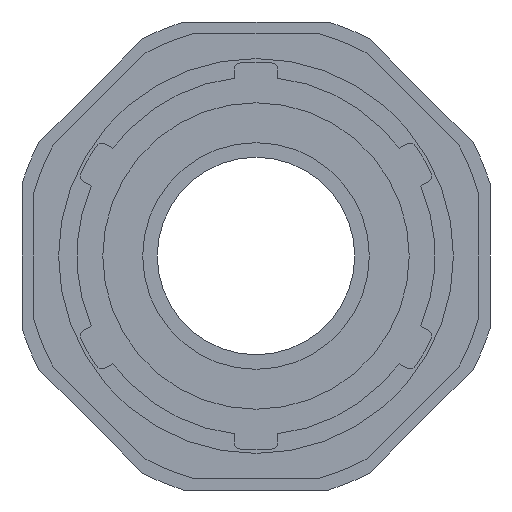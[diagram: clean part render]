
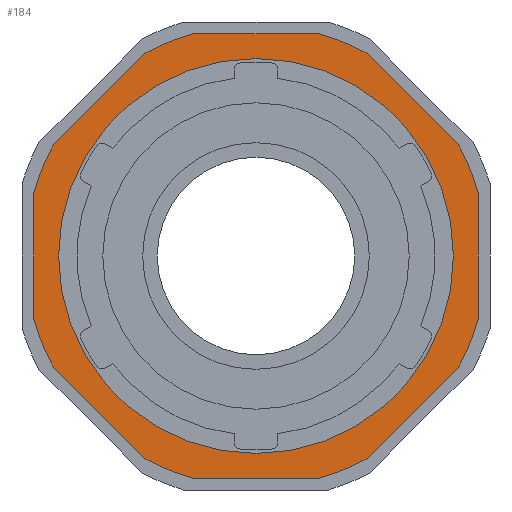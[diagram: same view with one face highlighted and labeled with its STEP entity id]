
A CAD part, left-side view. The second image highlights one B-rep face of the part: STEP entity #184.
In plain terms, the highlighted planar face has unit normal (-1, 0, 0).
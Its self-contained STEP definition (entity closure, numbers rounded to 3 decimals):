
#184=ADVANCED_FACE('',(#1275,#1277),#1279,.T.);
#1275=FACE_BOUND('',#1276,.T.);
#1276=EDGE_LOOP('',(#3272,#3273,#3274,#3275,#3276,#3277,#3278,#3279,#3280,#3281,
#3282,#3283,#3284,#3285,#3286,#3287));
#1277=FACE_BOUND('',#1278,.T.);
#1278=EDGE_LOOP('',(#3288));
#1279=PLANE('',#1280);
#1280=AXIS2_PLACEMENT_3D('',#1281,#1282,#1283);
#1281=CARTESIAN_POINT('',(-0.77,0.,-0.108));
#1282=DIRECTION('',(-1.,0.,0.));
#1283=DIRECTION('',(0.,0.,1.));
#3272=ORIENTED_EDGE('',*,*,#3864,.T.);
#3273=ORIENTED_EDGE('',*,*,#3845,.T.);
#3274=ORIENTED_EDGE('',*,*,#3865,.T.);
#3275=ORIENTED_EDGE('',*,*,#3862,.T.);
#3276=ORIENTED_EDGE('',*,*,#3866,.T.);
#3277=ORIENTED_EDGE('',*,*,#3859,.T.);
#3278=ORIENTED_EDGE('',*,*,#3867,.T.);
#3279=ORIENTED_EDGE('',*,*,#3856,.T.);
#3280=ORIENTED_EDGE('',*,*,#3868,.T.);
#3281=ORIENTED_EDGE('',*,*,#3853,.T.);
#3282=ORIENTED_EDGE('',*,*,#3869,.T.);
#3283=ORIENTED_EDGE('',*,*,#3850,.T.);
#3284=ORIENTED_EDGE('',*,*,#3870,.T.);
#3285=ORIENTED_EDGE('',*,*,#3847,.T.);
#3286=ORIENTED_EDGE('',*,*,#3871,.T.);
#3287=ORIENTED_EDGE('',*,*,#3841,.T.);
#3288=ORIENTED_EDGE('',*,*,#3872,.F.);
#3841=EDGE_CURVE('',#4159,#4157,#4160,.T.);
#3845=EDGE_CURVE('',#4162,#4164,#4166,.T.);
#3847=EDGE_CURVE('',#4169,#4167,#4170,.T.);
#3850=EDGE_CURVE('',#4174,#4172,#4175,.T.);
#3853=EDGE_CURVE('',#4179,#4177,#4180,.T.);
#3856=EDGE_CURVE('',#4184,#4182,#4185,.T.);
#3859=EDGE_CURVE('',#4189,#4187,#4190,.T.);
#3862=EDGE_CURVE('',#4194,#4192,#4195,.T.);
#3864=EDGE_CURVE('',#4157,#4162,#4197,.T.);
#3865=EDGE_CURVE('',#4164,#4194,#4198,.T.);
#3866=EDGE_CURVE('',#4192,#4189,#4199,.T.);
#3867=EDGE_CURVE('',#4187,#4184,#4200,.T.);
#3868=EDGE_CURVE('',#4182,#4179,#4201,.T.);
#3869=EDGE_CURVE('',#4177,#4174,#4202,.T.);
#3870=EDGE_CURVE('',#4172,#4169,#4203,.T.);
#3871=EDGE_CURVE('',#4167,#4159,#4204,.T.);
#3872=EDGE_CURVE('',#4205,#4205,#4206,.T.);
#4157=VERTEX_POINT('',#4711);
#4159=VERTEX_POINT('',#4715);
#4160=CIRCLE('',#4716,15.8);
#4162=VERTEX_POINT('',#4723);
#4164=VERTEX_POINT('',#4727);
#4166=CIRCLE('',#4731,15.8);
#4167=VERTEX_POINT('',#4735);
#4169=VERTEX_POINT('',#4739);
#4170=CIRCLE('',#4740,15.8);
#4172=VERTEX_POINT('',#4747);
#4174=VERTEX_POINT('',#4751);
#4175=CIRCLE('',#4752,15.8);
#4177=VERTEX_POINT('',#4759);
#4179=VERTEX_POINT('',#4763);
#4180=CIRCLE('',#4764,15.8);
#4182=VERTEX_POINT('',#4771);
#4184=VERTEX_POINT('',#4775);
#4185=CIRCLE('',#4776,15.8);
#4187=VERTEX_POINT('',#4783);
#4189=VERTEX_POINT('',#4787);
#4190=CIRCLE('',#4788,15.8);
#4192=VERTEX_POINT('',#4795);
#4194=VERTEX_POINT('',#4799);
#4195=CIRCLE('',#4800,15.8);
#4197=LINE('',#4807,#4808);
#4198=LINE('',#4810,#4811);
#4199=LINE('',#4813,#4814);
#4200=LINE('',#4816,#4817);
#4201=LINE('',#4819,#4820);
#4202=LINE('',#4822,#4823);
#4203=LINE('',#4825,#4826);
#4204=LINE('',#4828,#4829);
#4205=VERTEX_POINT('',#4831);
#4206=CIRCLE('',#4832,10.478);
#4711=CARTESIAN_POINT('',(-0.77,-4.313,15.092));
#4715=CARTESIAN_POINT('',(-0.77,-7.595,13.746));
#4716=AXIS2_PLACEMENT_3D('',#4717,#4718,#4719);
#4717=CARTESIAN_POINT('',(-0.77,0.,-0.108));
#4718=DIRECTION('',(-1.,0.,0.));
#4719=DIRECTION('',(0.,-0.481,0.877));
#4723=CARTESIAN_POINT('',(-0.77,4.313,15.092));
#4727=CARTESIAN_POINT('',(-0.77,7.595,13.746));
#4731=AXIS2_PLACEMENT_3D('',#4732,#4733,#4734);
#4732=CARTESIAN_POINT('',(-0.77,0.,-0.108));
#4733=DIRECTION('',(-1.,0.,0.));
#4734=DIRECTION('',(0.,0.273,0.962));
#4735=CARTESIAN_POINT('',(-0.77,-13.855,7.487));
#4739=CARTESIAN_POINT('',(-0.77,-15.2,4.204));
#4740=AXIS2_PLACEMENT_3D('',#4741,#4742,#4743);
#4741=CARTESIAN_POINT('',(-0.77,0.,-0.108));
#4742=DIRECTION('',(-1.,0.,0.));
#4743=DIRECTION('',(0.,-0.962,0.273));
#4747=CARTESIAN_POINT('',(-0.77,-15.2,-4.421));
#4751=CARTESIAN_POINT('',(-0.77,-13.855,-7.704));
#4752=AXIS2_PLACEMENT_3D('',#4753,#4754,#4755);
#4753=CARTESIAN_POINT('',(-0.77,0.,-0.108));
#4754=DIRECTION('',(-1.,0.,0.));
#4755=DIRECTION('',(0.,-0.877,-0.481));
#4759=CARTESIAN_POINT('',(-0.77,-7.595,-13.963));
#4763=CARTESIAN_POINT('',(-0.77,-4.313,-15.308));
#4764=AXIS2_PLACEMENT_3D('',#4765,#4766,#4767);
#4765=CARTESIAN_POINT('',(-0.77,0.,-0.108));
#4766=DIRECTION('',(-1.,0.,0.));
#4767=DIRECTION('',(0.,-0.273,-0.962));
#4771=CARTESIAN_POINT('',(-0.77,4.313,-15.308));
#4775=CARTESIAN_POINT('',(-0.77,7.595,-13.963));
#4776=AXIS2_PLACEMENT_3D('',#4777,#4778,#4779);
#4777=CARTESIAN_POINT('',(-0.77,0.,-0.108));
#4778=DIRECTION('',(-1.,0.,0.));
#4779=DIRECTION('',(0.,0.481,-0.877));
#4783=CARTESIAN_POINT('',(-0.77,13.855,-7.704));
#4787=CARTESIAN_POINT('',(-0.77,15.2,-4.421));
#4788=AXIS2_PLACEMENT_3D('',#4789,#4790,#4791);
#4789=CARTESIAN_POINT('',(-0.77,0.,-0.108));
#4790=DIRECTION('',(-1.,0.,0.));
#4791=DIRECTION('',(0.,0.962,-0.273));
#4795=CARTESIAN_POINT('',(-0.77,15.2,4.204));
#4799=CARTESIAN_POINT('',(-0.77,13.855,7.487));
#4800=AXIS2_PLACEMENT_3D('',#4801,#4802,#4803);
#4801=CARTESIAN_POINT('',(-0.77,0.,-0.108));
#4802=DIRECTION('',(-1.,0.,0.));
#4803=DIRECTION('',(0.,0.877,0.481));
#4807=CARTESIAN_POINT('',(-0.77,-4.313,15.092));
#4808=VECTOR('',#4809,1.);
#4809=DIRECTION('',(0.,1.,0.));
#4810=CARTESIAN_POINT('',(-0.77,7.595,13.746));
#4811=VECTOR('',#4812,1.);
#4812=DIRECTION('',(0.,0.707,-0.707));
#4813=CARTESIAN_POINT('',(-0.77,15.2,4.204));
#4814=VECTOR('',#4815,1.);
#4815=DIRECTION('',(0.,0.,-1.));
#4816=CARTESIAN_POINT('',(-0.77,13.855,-7.704));
#4817=VECTOR('',#4818,1.);
#4818=DIRECTION('',(0.,-0.707,-0.707));
#4819=CARTESIAN_POINT('',(-0.77,4.313,-15.308));
#4820=VECTOR('',#4821,1.);
#4821=DIRECTION('',(0.,-1.,0.));
#4822=CARTESIAN_POINT('',(-0.77,-7.595,-13.963));
#4823=VECTOR('',#4824,1.);
#4824=DIRECTION('',(0.,-0.707,0.707));
#4825=CARTESIAN_POINT('',(-0.77,-15.2,-4.421));
#4826=VECTOR('',#4827,1.);
#4827=DIRECTION('',(0.,0.,1.));
#4828=CARTESIAN_POINT('',(-0.77,-13.855,7.487));
#4829=VECTOR('',#4830,1.);
#4830=DIRECTION('',(0.,0.707,0.707));
#4831=CARTESIAN_POINT('',(-0.77,0.,10.369));
#4832=AXIS2_PLACEMENT_3D('',#4833,#4834,#4835);
#4833=CARTESIAN_POINT('',(-0.77,0.,-0.108));
#4834=DIRECTION('',(-1.,0.,0.));
#4835=DIRECTION('',(0.,0.,1.));
